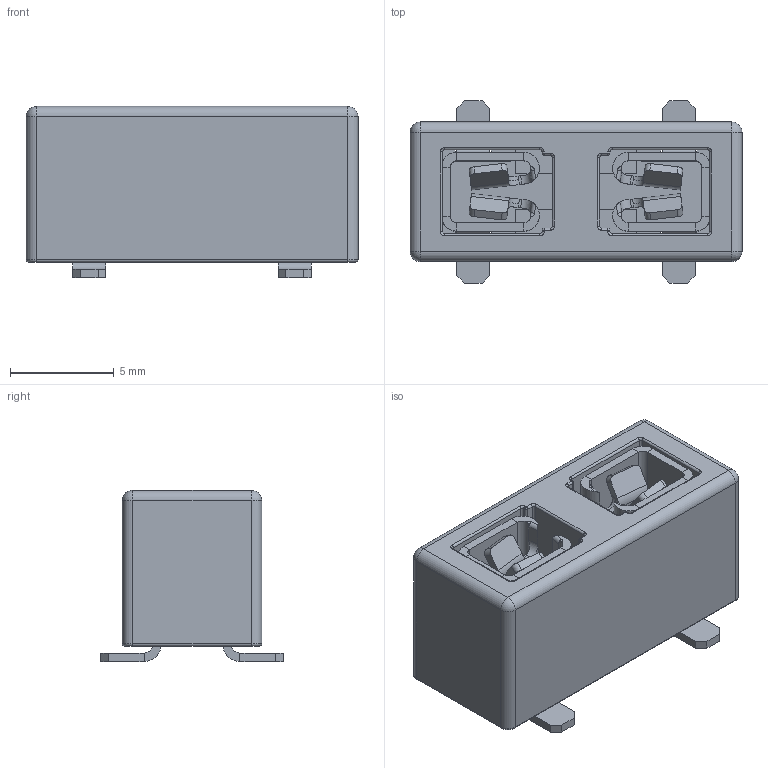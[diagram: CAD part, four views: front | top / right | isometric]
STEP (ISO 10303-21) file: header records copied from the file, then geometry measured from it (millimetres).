
FILE_DESCRIPTION(/* description */ (''),/* implementation_level */ '2;1');
FILE_NAME(/* name */ 'Keystone Electronics - 3588TR.step',/* time_stamp */ '2020-05-13T19:41:43+01:00',/* author */ (''),/* organization */ (''),/* preprocessor_version */ 'ST-DEVELOPER v18.1',/* originating_system */ 'Autodesk Translation Framework v9.2.0.1227',/* authorisation */ '');
FILE_SCHEMA (('AUTOMOTIVE_DESIGN { 1 0 10303 214 3 1 1 }'));
Length unit declared in the file: millimetre
Products named in the file (1): Keystone Electronics - 3588TR
Bounding box: 16 x 8.8 x 8.25 mm (x, y, z)
Volume: 623.8 mm3; surface area: 1206.3 mm2
Topology: 1 solids, 1 shells, 332 faces, 864 edges, 520 vertices
Faces by surface type: plane 192, cylinder 112, torus 16, sphere 8, bspline 4
Entity records: 10424 total; most frequent: CARTESIAN_POINT 2053, DIRECTION 1738, ORIENTED_EDGE 1720, EDGE_CURVE 860, LINE 592, VECTOR 592, AXIS2_PLACEMENT_3D 573, VERTEX_POINT 520
